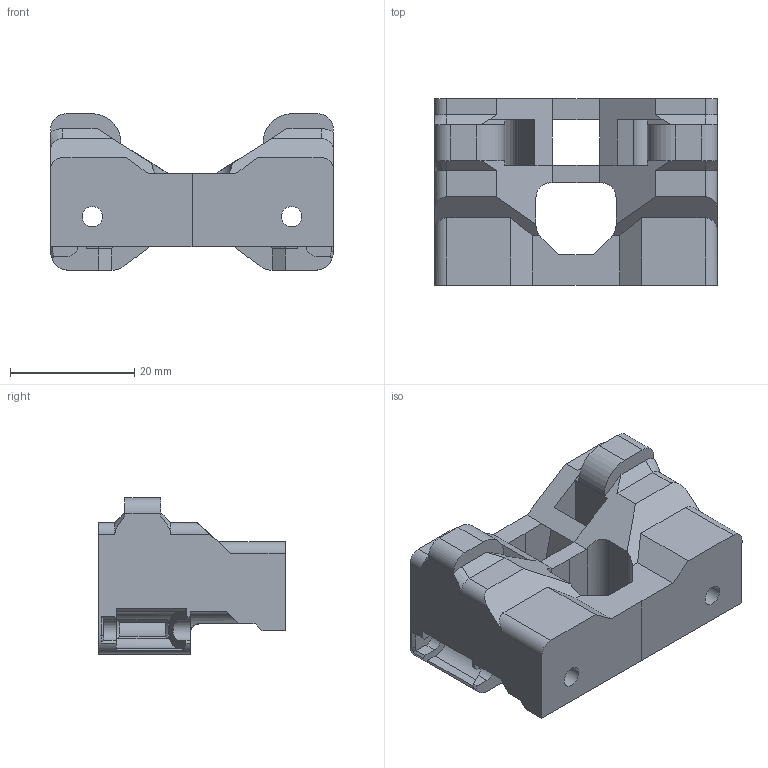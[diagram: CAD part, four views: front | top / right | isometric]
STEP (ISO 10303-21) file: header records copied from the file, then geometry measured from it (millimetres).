
FILE_DESCRIPTION(/* description */ (''),/* implementation_level */ '2;1');
FILE_NAME(/* name */ 'Aligned Belt Path Version.step',/* time_stamp */ '2024-05-06T12:34:31Z',/* author */ (''),/* organization */ (''),/* preprocessor_version */ 'ST-DEVELOPER v20',/* originating_system */ 'Autodesk Translation Framework v12.20.1.177',/* authorisation */ '');
FILE_SCHEMA (('AUTOMOTIVE_DESIGN { 1 0 10303 214 3 1 1 }'));
Length unit declared in the file: millimetre
Products named in the file (1): (Unsaved)
Bounding box: 45.62 x 30.07 x 25.22 mm (x, y, z)
Volume: 16367.4 mm3; surface area: 7768.8 mm2
Topology: 1 solids, 1 shells, 206 faces, 593 edges, 385 vertices
Faces by surface type: plane 150, cylinder 38, cone 14, bspline 4
Full cylindrical faces by diameter (mm): 3.3 x2, 4.5 x2, 6.301 x2
Entity records: 6897 total; most frequent: CARTESIAN_POINT 1437, ORIENTED_EDGE 1186, DIRECTION 1083, EDGE_CURVE 593, LINE 433, VECTOR 433, VERTEX_POINT 385, AXIS2_PLACEMENT_3D 325
